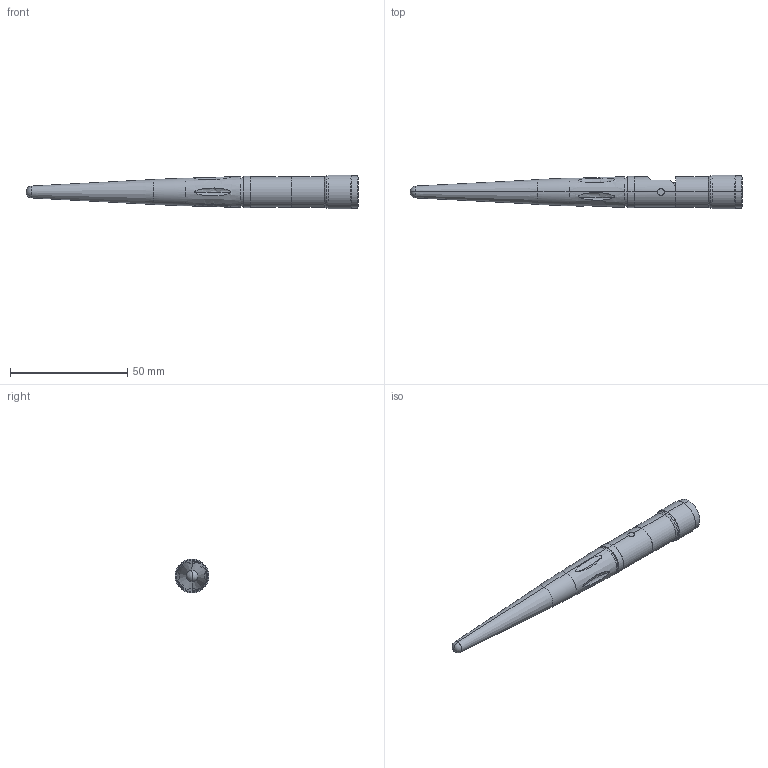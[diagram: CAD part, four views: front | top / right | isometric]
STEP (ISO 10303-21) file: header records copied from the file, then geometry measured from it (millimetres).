
FILE_DESCRIPTION (( 'STEP AP203' ), '1' );
FILE_NAME ('HG2403RD-RTF.STEP', '2011-10-24T14:00:38', ( 'x' ), ( 'Microsoft' ), 'SwSTEP 2.0', 'SolidWorks 2010', '' );
FILE_SCHEMA (( 'CONFIG_CONTROL_DESIGN' ));
Length unit declared in the file: inch
Products named in the file (3): HG2403RD-RTF; HG2403RD-RTF_SWIVEL; HG2403RD-RTF_ANTENNA
Assembly tree (2 placements, depth 2):
  HG2403RD-RTF
    HG2403RD-RTF_SWIVEL
    HG2403RD-RTF_ANTENNA
Bounding box: 141.83 x 14.5 x 14.5 mm (x, y, z)
Volume: 12154.4 mm3; surface area: 7546.4 mm2
Topology: 2 solids, 2 shells, 150 faces, 316 edges, 186 vertices
Faces by surface type: cylinder 50, cone 48, plane 34, torus 16, sphere 2
Entity records: 4741 total; most frequent: CARTESIAN_POINT 1136, DIRECTION 761, ORIENTED_EDGE 628, EDGE_CURVE 314, AXIS2_PLACEMENT_3D 309, VERTEX_POINT 186, EDGE_LOOP 174, CIRCLE 154
